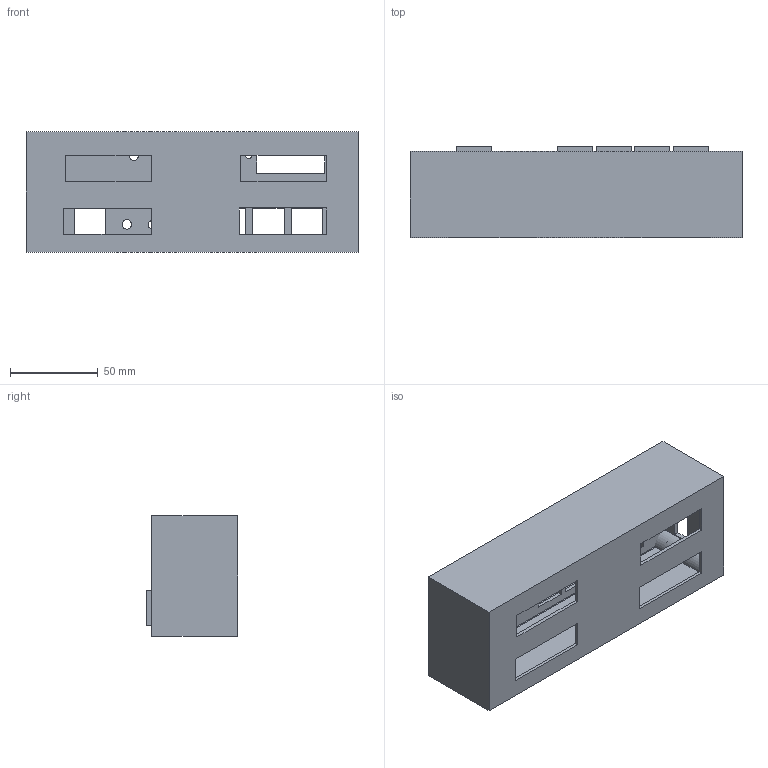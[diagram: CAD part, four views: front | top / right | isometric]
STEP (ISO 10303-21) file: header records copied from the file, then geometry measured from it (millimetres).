
FILE_DESCRIPTION(/* description */ (''),/* implementation_level */ '2;1');
FILE_NAME(/* name */ 'b6dc7a2f-85f3-4ca3-8b97-6cb5b5727909.stp',/* time_stamp */ '2022-08-06T12:41:05Z',/* author */ (''),/* organization */ (''),/* preprocessor_version */ 'ST-DEVELOPER v19',/* originating_system */ 'Autodesk Translation Framework v11.7.0.108',/* authorisation */ '');
FILE_SCHEMA (('AUTOMOTIVE_DESIGN { 1 0 10303 214 3 1 1 }'));
Length unit declared in the file: millimetre
Products named in the file (1): KVB
Bounding box: 189.32 x 52 x 68.83 mm (x, y, z)
Volume: 122066.4 mm3; surface area: 113522.8 mm2
Topology: 3 solids, 3 shells, 350 faces, 912 edges, 605 vertices
Faces by surface type: plane 278, bspline 33, cylinder 30, cone 9
Full cylindrical faces by diameter (mm): 3 x4, 3.5 x6, 5 x4, 5.4 x8
Entity records: 13173 total; most frequent: CARTESIAN_POINT 4589, ORIENTED_EDGE 1824, DIRECTION 1567, EDGE_CURVE 912, LINE 777, VECTOR 777, VERTEX_POINT 605, EDGE_LOOP 463
